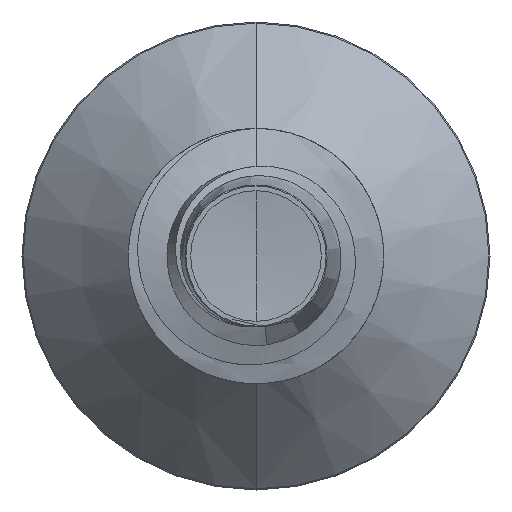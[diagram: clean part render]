
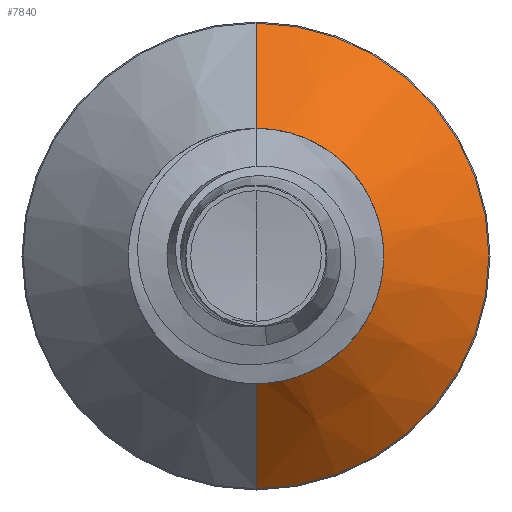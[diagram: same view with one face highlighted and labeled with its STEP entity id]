
A CAD part, front view. The second image highlights one B-rep face of the part: STEP entity #7840.
In plain terms, the highlighted conical face has half-angle 45 degrees and reference radius 1.414 mm.
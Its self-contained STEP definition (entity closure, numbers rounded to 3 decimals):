
#1201 = EDGE_CURVE ( 'NONE', #10612, #1603, #1886, .T. ) ;
#1603 = VERTEX_POINT ( 'NONE', #8690 ) ;
#1886 = LINE ( 'NONE', #3425, #16235 ) ;
#3425 = CARTESIAN_POINT ( 'NONE',  ( 0., 10.614, 1.414 ) ) ;
#3438 = DIRECTION ( 'NONE',  ( 0., 0.707, 0.707 ) ) ;
#3477 = DIRECTION ( 'NONE',  ( 0., 0.707, -0.707 ) ) ;
#3481 = CARTESIAN_POINT ( 'NONE',  ( 0., 10.614, -1.414 ) ) ;
#3875 = ORIENTED_EDGE ( 'NONE', *, *, #4740, .T. ) ;
#4559 = EDGE_LOOP ( 'NONE', ( #11795, #3875, #18056, #11336 ) ) ;
#4740 = EDGE_CURVE ( 'NONE', #16281, #13923, #16043, .T. ) ;
#5617 = VECTOR ( 'NONE', #3477, 1000. ) ;
#5706 = AXIS2_PLACEMENT_3D ( 'NONE', #9091, #9034, #8975 ) ;
#5896 = CARTESIAN_POINT ( 'NONE',  ( 0., 11.937, -2.737 ) ) ;
#7526 = CARTESIAN_POINT ( 'NONE',  ( 0., 10.614, 0. ) ) ;
#7763 = DIRECTION ( 'NONE',  ( 0., 0., 1. ) ) ;
#7840 = ADVANCED_FACE ( 'NONE', ( #15089 ), #17074, .T. ) ;
#8690 = CARTESIAN_POINT ( 'NONE',  ( 0., 11.937, 2.737 ) ) ;
#8897 = CARTESIAN_POINT ( 'NONE',  ( 0., 10.614, 1.414 ) ) ;
#8975 = DIRECTION ( 'NONE',  ( 0., 0., 1. ) ) ;
#9034 = DIRECTION ( 'NONE',  ( 0., 1., 0. ) ) ;
#9091 = CARTESIAN_POINT ( 'NONE',  ( 0., 10.614, 0. ) ) ;
#10612 = VERTEX_POINT ( 'NONE', #8897 ) ;
#11336 = ORIENTED_EDGE ( 'NONE', *, *, #1201, .F. ) ;
#11795 = ORIENTED_EDGE ( 'NONE', *, *, #15484, .T. ) ;
#11881 = DIRECTION ( 'NONE',  ( 0., 1., 0. ) ) ;
#12113 = AXIS2_PLACEMENT_3D ( 'NONE', #7526, #11881, #7763 ) ;
#13338 = CIRCLE ( 'NONE', #14078, 2.737 ) ;
#13923 = VERTEX_POINT ( 'NONE', #5896 ) ;
#14078 = AXIS2_PLACEMENT_3D ( 'NONE', #17296, #17292, #17267 ) ;
#15089 = FACE_OUTER_BOUND ( 'NONE', #4559, .T. ) ;
#15484 = EDGE_CURVE ( 'NONE', #10612, #16281, #17043, .T. ) ;
#16043 = LINE ( 'NONE', #3481, #5617 ) ;
#16196 = EDGE_CURVE ( 'NONE', #1603, #13923, #13338, .T. ) ;
#16235 = VECTOR ( 'NONE', #3438, 1000. ) ;
#16281 = VERTEX_POINT ( 'NONE', #17259 ) ;
#17043 = CIRCLE ( 'NONE', #5706, 1.414 ) ;
#17074 = CONICAL_SURFACE ( 'NONE', #12113, 1.414, 0.785 ) ;
#17259 = CARTESIAN_POINT ( 'NONE',  ( 0., 10.614, -1.414 ) ) ;
#17267 = DIRECTION ( 'NONE',  ( 0., 0., 1. ) ) ;
#17292 = DIRECTION ( 'NONE',  ( 0., 1., 0. ) ) ;
#17296 = CARTESIAN_POINT ( 'NONE',  ( 0., 11.937, 0. ) ) ;
#18056 = ORIENTED_EDGE ( 'NONE', *, *, #16196, .F. ) ;
